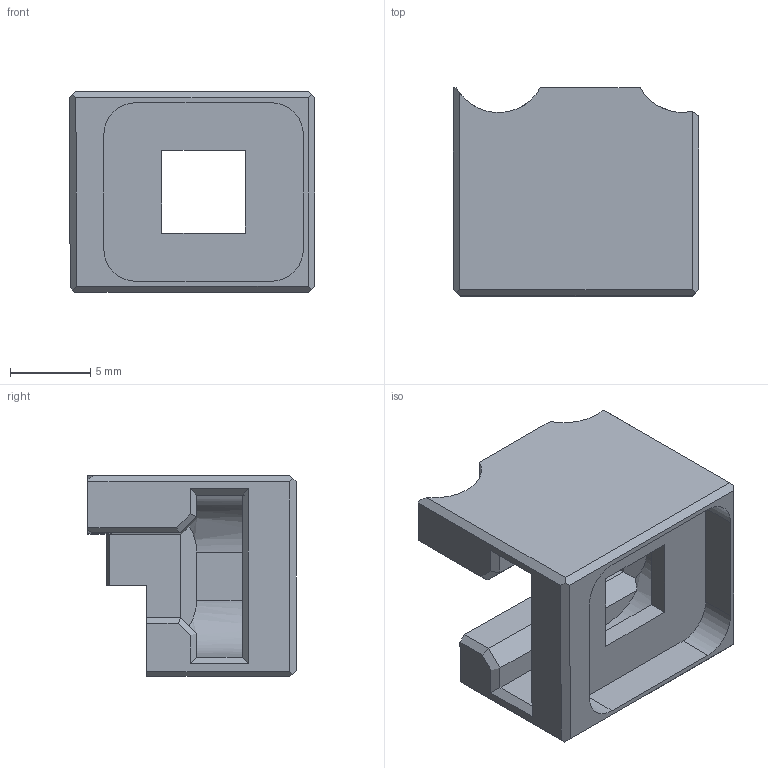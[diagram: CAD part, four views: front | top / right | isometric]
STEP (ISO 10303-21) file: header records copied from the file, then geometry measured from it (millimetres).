
FILE_DESCRIPTION(/* description */ (''),/* implementation_level */ '2;1');
FILE_NAME(/* name */ '[o]_Carrier_Neopixel.step',/* time_stamp */ '2025-04-22T18:26:12+03:00',/* author */ (''),/* organization */ (''),/* preprocessor_version */ 'ST-DEVELOPER v20.1',/* originating_system */ 'Autodesk Translation Framework v14.4.0.0',/* authorisation */ '');
FILE_SCHEMA (('AUTOMOTIVE_DESIGN { 1 0 10303 214 3 1 1 }'));
Length unit declared in the file: millimetre
Products named in the file (1): [o]_Carrier_Neopixel
Bounding box: 15.3 x 13 x 12.55 mm (x, y, z)
Volume: 1054.2 mm3; surface area: 1353.8 mm2
Topology: 1 solids, 1 shells, 62 faces, 169 edges, 110 vertices
Faces by surface type: plane 53, cylinder 6, bspline 3
Entity records: 2303 total; most frequent: CARTESIAN_POINT 699, ORIENTED_EDGE 338, DIRECTION 299, EDGE_CURVE 169, LINE 143, VECTOR 143, VERTEX_POINT 110, AXIS2_PLACEMENT_3D 78
